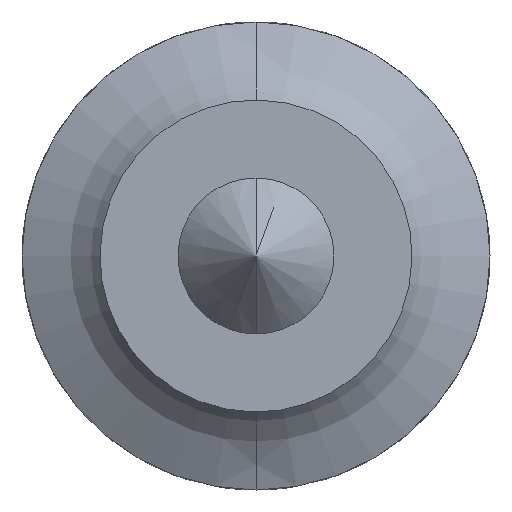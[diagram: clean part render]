
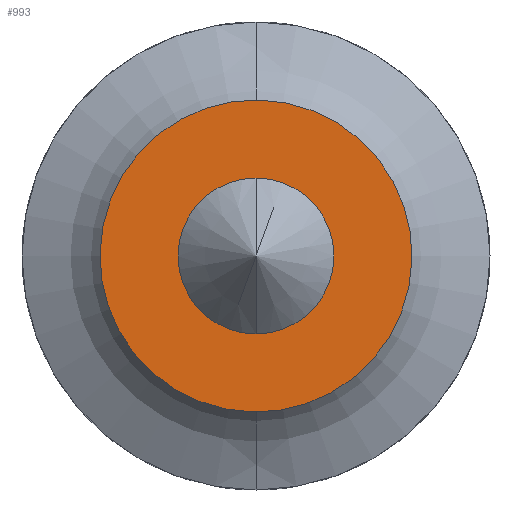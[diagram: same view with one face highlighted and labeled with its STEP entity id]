
A CAD part, front view. The second image highlights one B-rep face of the part: STEP entity #993.
In plain terms, the highlighted planar face has unit normal (0, -1, 0).
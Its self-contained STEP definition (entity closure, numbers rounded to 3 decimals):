
#39 = CIRCLE ( 'NONE', #44, 5. ) ;
#43 = CIRCLE ( 'NONE', #56, 2.25 ) ;
#44 = AXIS2_PLACEMENT_3D ( 'NONE', #227, #228, #229 ) ;
#51 = CIRCLE ( 'NONE', #52, 5. ) ;
#52 = AXIS2_PLACEMENT_3D ( 'NONE', #238, #239, #240 ) ;
#56 = AXIS2_PLACEMENT_3D ( 'NONE', #244, #245, #246 ) ;
#70 = CIRCLE ( 'NONE', #77, 2.25 ) ;
#77 = AXIS2_PLACEMENT_3D ( 'NONE', #787, #788, #789 ) ;
#111 = AXIS2_PLACEMENT_3D ( 'NONE', #871, #872, #873 ) ;
#119 = CARTESIAN_POINT ( 'NONE',  ( 0., 0., -5. ) ) ;
#124 = CARTESIAN_POINT ( 'NONE',  ( 0., 0., -2.25 ) ) ;
#134 = CARTESIAN_POINT ( 'NONE',  ( 0., 0., 5. ) ) ;
#139 = CARTESIAN_POINT ( 'NONE',  ( 0., 0., 2.25 ) ) ;
#227 = CARTESIAN_POINT ( 'NONE',  ( 0., 0., 0. ) ) ;
#228 = DIRECTION ( 'NONE',  ( 0., 1., 0. ) ) ;
#229 = DIRECTION ( 'NONE',  ( 0., 0., 1. ) ) ;
#238 = CARTESIAN_POINT ( 'NONE',  ( 0., 0., 0. ) ) ;
#239 = DIRECTION ( 'NONE',  ( 0., 1., 0. ) ) ;
#240 = DIRECTION ( 'NONE',  ( 0., 0., 1. ) ) ;
#244 = CARTESIAN_POINT ( 'NONE',  ( 0., 0., 0. ) ) ;
#245 = DIRECTION ( 'NONE',  ( 0., 1., 0. ) ) ;
#246 = DIRECTION ( 'NONE',  ( 0., 0., 1. ) ) ;
#247 = VERTEX_POINT ( 'NONE', #139 ) ;
#257 = VERTEX_POINT ( 'NONE', #124 ) ;
#261 = VERTEX_POINT ( 'NONE', #134 ) ;
#264 = EDGE_LOOP ( 'NONE', ( #689, #694 ) ) ;
#268 = VERTEX_POINT ( 'NONE', #119 ) ;
#339 = FACE_OUTER_BOUND ( 'NONE', #264, .T. ) ;
#340 = FACE_BOUND ( 'NONE', #654, .T. ) ;
#654 = EDGE_LOOP ( 'NONE', ( #692, #695 ) ) ;
#689 = ORIENTED_EDGE ( 'NONE', *, *, #952, .F. ) ;
#692 = ORIENTED_EDGE ( 'NONE', *, *, #967, .T. ) ;
#694 = ORIENTED_EDGE ( 'NONE', *, *, #948, .F. ) ;
#695 = ORIENTED_EDGE ( 'NONE', *, *, #954, .T. ) ;
#787 = CARTESIAN_POINT ( 'NONE',  ( 0., 0., 0. ) ) ;
#788 = DIRECTION ( 'NONE',  ( 0., 1., 0. ) ) ;
#789 = DIRECTION ( 'NONE',  ( 0., 0., 1. ) ) ;
#870 = PLANE ( 'NONE',  #111 ) ;
#871 = CARTESIAN_POINT ( 'NONE',  ( 0., 0., 0. ) ) ;
#872 = DIRECTION ( 'NONE',  ( 0., 1., 0. ) ) ;
#873 = DIRECTION ( 'NONE',  ( 0., 0., 1. ) ) ;
#948 = EDGE_CURVE ( 'NONE', #261, #268, #39, .T. ) ;
#952 = EDGE_CURVE ( 'NONE', #268, #261, #51, .T. ) ;
#954 = EDGE_CURVE ( 'NONE', #247, #257, #43, .T. ) ;
#967 = EDGE_CURVE ( 'NONE', #257, #247, #70, .T. ) ;
#993 = ADVANCED_FACE ( 'NONE', ( #339, #340 ), #870, .F. ) ;
